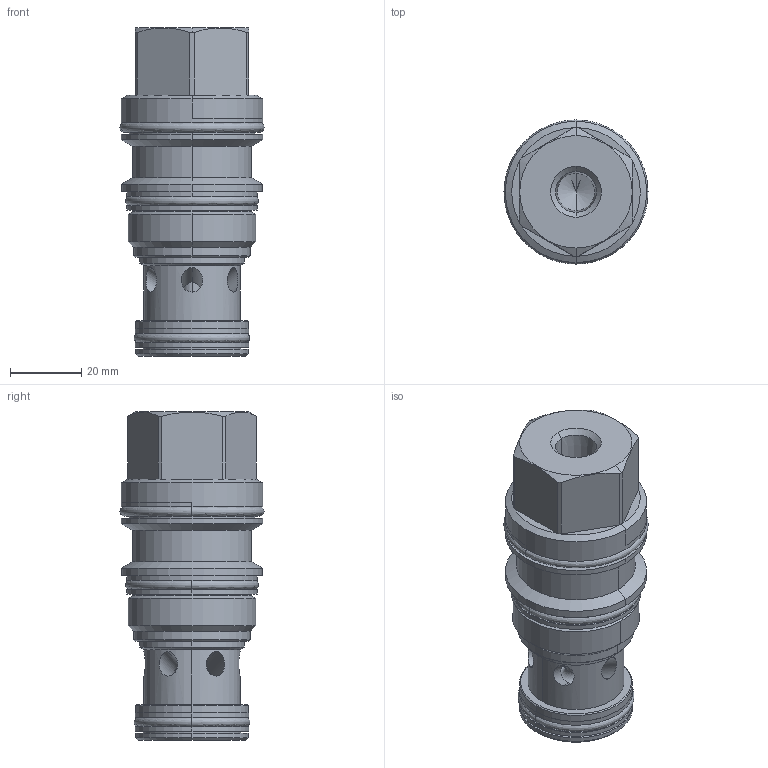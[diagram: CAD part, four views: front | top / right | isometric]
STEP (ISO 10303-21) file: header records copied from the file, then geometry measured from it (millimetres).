
FILE_DESCRIPTION((''),'2;1');
FILE_NAME('CKGB-PCN_PRT','2015-07-09T',('Administrator'),(''),'PRO/ENGINEER BY PARAMETRIC TECHNOLOGY CORPORATION, 2006240','PRO/ENGINEER BY PARAMETRIC TECHNOLOGY CORPORATION, 2006240','');
FILE_SCHEMA(('CONFIG_CONTROL_DESIGN'));
Length unit declared in the file: inch
Products named in the file (1): CKGB-PCN_PRT
Bounding box: 40.36 x 40.36 x 92.08 mm (x, y, z)
Volume: 74294.9 mm3; surface area: 20954 mm2
Topology: 4 solids, 5 shells, 205 faces, 478 edges, 288 vertices
Faces by surface type: cylinder 82, plane 49, cone 40, torus 20, revolution 12, sphere 2
Entity records: 7166 total; most frequent: CARTESIAN_POINT 2411, DIRECTION 1018, ORIENTED_EDGE 948, EDGE_CURVE 474, AXIS2_PLACEMENT_3D 419, VERTEX_POINT 288, EDGE_LOOP 238, CIRCLE 226
